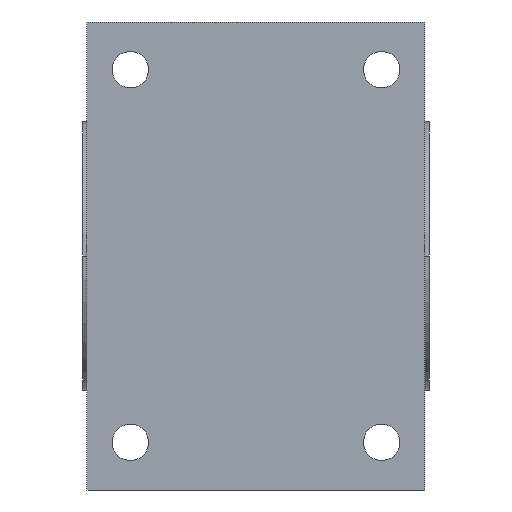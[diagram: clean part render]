
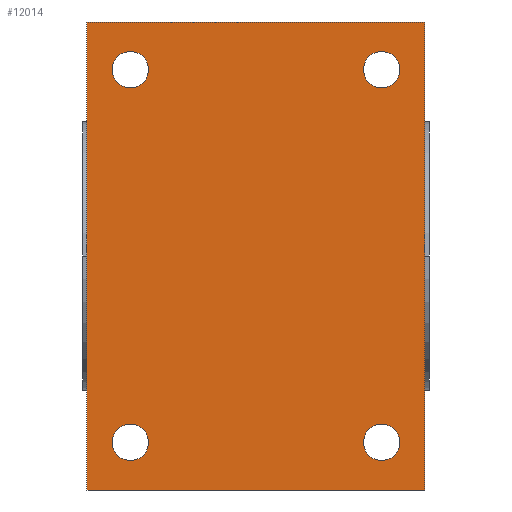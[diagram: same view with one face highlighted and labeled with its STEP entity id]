
A CAD part, front view. The second image highlights one B-rep face of the part: STEP entity #12014.
In plain terms, the highlighted planar face has unit normal (0, -1, 0).
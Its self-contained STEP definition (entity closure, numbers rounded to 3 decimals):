
#9433=DIRECTION('',(1.,0.,0.));
#9434=VECTOR('',#9433,78.);
#9435=CARTESIAN_POINT('',(1.,0.,54.));
#9436=LINE('',#9435,#9434);
#9437=DIRECTION('',(-1.,0.,0.));
#9438=VECTOR('',#9437,78.);
#9439=CARTESIAN_POINT('',(79.,0.,-54.));
#9440=LINE('',#9439,#9438);
#9441=DIRECTION('',(0.,0.,1.));
#9442=VECTOR('',#9441,108.);
#9443=CARTESIAN_POINT('',(1.,0.,-54.));
#9444=LINE('',#9443,#9442);
#9445=CARTESIAN_POINT('',(11.,0.,-43.));
#9446=DIRECTION('',(0.,1.,0.));
#9447=DIRECTION('',(1.,0.,0.));
#9448=AXIS2_PLACEMENT_3D('',#9445,#9446,#9447);
#9450=CARTESIAN_POINT('',(11.,0.,-43.));
#9451=DIRECTION('',(0.,1.,0.));
#9452=DIRECTION('',(-1.,0.,0.));
#9453=AXIS2_PLACEMENT_3D('',#9450,#9451,#9452);
#9455=CARTESIAN_POINT('',(11.,0.,43.));
#9456=DIRECTION('',(0.,1.,0.));
#9457=DIRECTION('',(1.,0.,0.));
#9458=AXIS2_PLACEMENT_3D('',#9455,#9456,#9457);
#9460=CARTESIAN_POINT('',(11.,0.,43.));
#9461=DIRECTION('',(0.,1.,0.));
#9462=DIRECTION('',(-1.,0.,0.));
#9463=AXIS2_PLACEMENT_3D('',#9460,#9461,#9462);
#9465=CARTESIAN_POINT('',(69.,0.,-43.));
#9466=DIRECTION('',(0.,1.,0.));
#9467=DIRECTION('',(1.,0.,0.));
#9468=AXIS2_PLACEMENT_3D('',#9465,#9466,#9467);
#9470=CARTESIAN_POINT('',(69.,0.,-43.));
#9471=DIRECTION('',(0.,1.,0.));
#9472=DIRECTION('',(-1.,0.,0.));
#9473=AXIS2_PLACEMENT_3D('',#9470,#9471,#9472);
#9475=CARTESIAN_POINT('',(69.,0.,43.));
#9476=DIRECTION('',(0.,1.,0.));
#9477=DIRECTION('',(1.,0.,0.));
#9478=AXIS2_PLACEMENT_3D('',#9475,#9476,#9477);
#9480=CARTESIAN_POINT('',(69.,0.,43.));
#9481=DIRECTION('',(0.,1.,0.));
#9482=DIRECTION('',(-1.,0.,0.));
#9483=AXIS2_PLACEMENT_3D('',#9480,#9481,#9482);
#9505=DIRECTION('',(0.,0.,1.));
#9506=VECTOR('',#9505,108.);
#9507=CARTESIAN_POINT('',(79.,0.,-54.));
#9508=LINE('',#9507,#9506);
#9561=CARTESIAN_POINT('',(79.,0.,-54.));
#9563=VERTEX_POINT('',#9561);
#9566=CARTESIAN_POINT('',(1.,0.,-54.));
#9568=VERTEX_POINT('',#9566);
#9569=CARTESIAN_POINT('',(79.,0.,54.));
#9571=VERTEX_POINT('',#9569);
#9574=CARTESIAN_POINT('',(1.,0.,54.));
#9576=VERTEX_POINT('',#9574);
#9657=CARTESIAN_POINT('',(15.2,0.,-43.));
#9658=CARTESIAN_POINT('',(6.8,0.,-43.));
#9659=VERTEX_POINT('',#9657);
#9660=VERTEX_POINT('',#9658);
#9665=CARTESIAN_POINT('',(15.2,0.,43.));
#9666=CARTESIAN_POINT('',(6.8,0.,43.));
#9667=VERTEX_POINT('',#9665);
#9668=VERTEX_POINT('',#9666);
#9673=CARTESIAN_POINT('',(73.2,0.,-43.));
#9674=CARTESIAN_POINT('',(64.8,0.,-43.));
#9675=VERTEX_POINT('',#9673);
#9676=VERTEX_POINT('',#9674);
#9681=CARTESIAN_POINT('',(73.2,0.,43.));
#9682=CARTESIAN_POINT('',(64.8,0.,43.));
#9683=VERTEX_POINT('',#9681);
#9684=VERTEX_POINT('',#9682);
#11976=CARTESIAN_POINT('',(28.8,0.,54.));
#11977=DIRECTION('',(0.,-1.,0.));
#11978=DIRECTION('',(0.,0.,-1.));
#11979=AXIS2_PLACEMENT_3D('',#11976,#11977,#11978);
#11980=PLANE('',#11979);
#11982=ORIENTED_EDGE('',*,*,#11981,.T.);
#11984=ORIENTED_EDGE('',*,*,#11983,.F.);
#11985=ORIENTED_EDGE('',*,*,#11964,.T.);
#11987=ORIENTED_EDGE('',*,*,#11986,.T.);
#11988=EDGE_LOOP('',(#11982,#11984,#11985,#11987));
#11989=FACE_OUTER_BOUND('',#11988,.F.);
#11991=ORIENTED_EDGE('',*,*,#11990,.F.);
#11993=ORIENTED_EDGE('',*,*,#11992,.F.);
#11994=EDGE_LOOP('',(#11991,#11993));
#11995=FACE_BOUND('',#11994,.F.);
#11997=ORIENTED_EDGE('',*,*,#11996,.F.);
#11999=ORIENTED_EDGE('',*,*,#11998,.F.);
#12000=EDGE_LOOP('',(#11997,#11999));
#12001=FACE_BOUND('',#12000,.F.);
#12003=ORIENTED_EDGE('',*,*,#12002,.F.);
#12005=ORIENTED_EDGE('',*,*,#12004,.F.);
#12006=EDGE_LOOP('',(#12003,#12005));
#12007=FACE_BOUND('',#12006,.F.);
#12009=ORIENTED_EDGE('',*,*,#12008,.F.);
#12011=ORIENTED_EDGE('',*,*,#12010,.F.);
#12012=EDGE_LOOP('',(#12009,#12011));
#12013=FACE_BOUND('',#12012,.F.);
#12014=ADVANCED_FACE('',(#11989,#11995,#12001,#12007,#12013),#11980,.T.);
#9449=CIRCLE('',#9448,4.2);
#9454=CIRCLE('',#9453,4.2);
#9459=CIRCLE('',#9458,4.2);
#9464=CIRCLE('',#9463,4.2);
#9469=CIRCLE('',#9468,4.2);
#9474=CIRCLE('',#9473,4.2);
#9479=CIRCLE('',#9478,4.2);
#9484=CIRCLE('',#9483,4.2);
#11964=EDGE_CURVE('',#9563,#9568,#9440,.T.);
#11981=EDGE_CURVE('',#9576,#9571,#9436,.T.);
#11983=EDGE_CURVE('',#9563,#9571,#9508,.T.);
#11986=EDGE_CURVE('',#9568,#9576,#9444,.T.);
#11990=EDGE_CURVE('',#9659,#9660,#9449,.T.);
#11992=EDGE_CURVE('',#9660,#9659,#9454,.T.);
#11996=EDGE_CURVE('',#9667,#9668,#9459,.T.);
#11998=EDGE_CURVE('',#9668,#9667,#9464,.T.);
#12002=EDGE_CURVE('',#9675,#9676,#9469,.T.);
#12004=EDGE_CURVE('',#9676,#9675,#9474,.T.);
#12008=EDGE_CURVE('',#9683,#9684,#9479,.T.);
#12010=EDGE_CURVE('',#9684,#9683,#9484,.T.);
